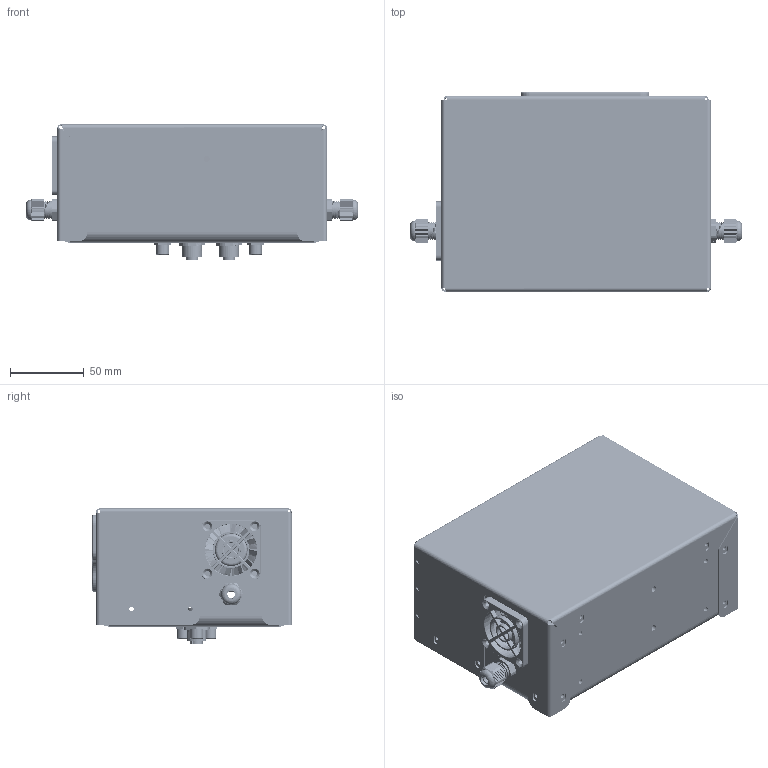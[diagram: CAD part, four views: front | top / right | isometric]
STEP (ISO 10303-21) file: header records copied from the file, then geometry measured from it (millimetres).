
FILE_DESCRIPTION(/* description */ (''),/* implementation_level */ '2;1');
FILE_NAME(/* name */ 'Dryve_PnP_V5.step',/* time_stamp */ '2020-12-18T09:21:50+01:00',/* author */ (''),/* organization */ (''),/* preprocessor_version */ 'ST-DEVELOPER v18.1',/* originating_system */ 'Autodesk Translation Framework v9.7.1.1290',/* authorisation */ '');
FILE_SCHEMA (('AUTOMOTIVE_DESIGN { 1 0 10303 214 3 1 1 }'));
Products named in the file (23): Dryve_PnP_V5; gland_m12; Deckel; fan_40x40x10; fan_40x40x10_1; fan_40x40x10_blades_MODEL; Luefter_40mm_Filter; 12_ DIN rail 35x7.5_68mm; D1_1; Dryve_PnP_Blech_Stopper_Relais v2; pxc_2981813_11_PSR-SPP-24DC-ESD-4X1-30_3D; PSR_SPP_24DC_ESD_4X1_30-select; Dryve_PnP_V5_Rahmen_FDM v1; Dryve_PnP_V5_Buchsem; Buchsen; 1500350 v2; 1523476 v3; 1520039 v3; KPJX-PM-4S_rC v1; Resetknopf v3; B3F_1002 v2; B3F_1002_BUTTON; B3F_1002_BASE
Assembly tree (25 placements, depth 5):
  Dryve_PnP_V5
    gland_m12  x2
    Deckel
    fan_40x40x10
      fan_40x40x10_1
        fan_40x40x10_blades_MODEL
    Luefter_40mm_Filter
    12_ DIN rail 35x7.5_68mm
    D1_1
    Dryve_PnP_Blech_Stopper_Relais v2
    pxc_2981813_11_PSR-SPP-24DC-ESD-4X1-30_3D
      PSR_SPP_24DC_ESD_4X1_30-select
    Dryve_PnP_V5_Rahmen_FDM v1
    Dryve_PnP_V5_Buchsem
      Buchsen
        1500350 v2  x3
        1523476 v3
        1520039 v3
        KPJX-PM-4S_rC v1
      Resetknopf v3
        B3F_1002 v2
          B3F_1002_BUTTON
          B3F_1002_BASE
Bounding box: 225 x 135.2 x 91.76 mm (x, y, z)
Volume: 817683.7 mm3; surface area: 342969.1 mm2
Topology: 20 solids, 144 shells, 6262 faces, 16731 edges, 11073 vertices
Faces by surface type: plane 3866, cylinder 1648, bspline 487, cone 134, torus 115, sphere 12
Full cylindrical faces by diameter (mm): 0.217 x3, 0.9 x8, 1 x18, 1.09 x8, 1.1 x5, 1.2 x15, 1.3 x5, 1.5 x4, 1.7 x20, 2 x2, 2.156 x2, 2.3 x2, 3 x41, 3.2 x31, 3.3 x3, 3.5 x13, 3.6 x4, 3.8 x3, 4 x10, 4.2 x2, 5 x2, 5.7 x4, 6 x4, 7 x3, 7.1 x4, 8 x6, 8.2 x2, 8.7 x3, 9 x2, 9.04 x3
Entity records: 216805 total; most frequent: CARTESIAN_POINT 71115, ORIENTED_EDGE 29972, DIRECTION 27891, EDGE_CURVE 15283, VERTEX_POINT 10140, LINE 10049, VECTOR 10049, AXIS2_PLACEMENT_3D 8921
